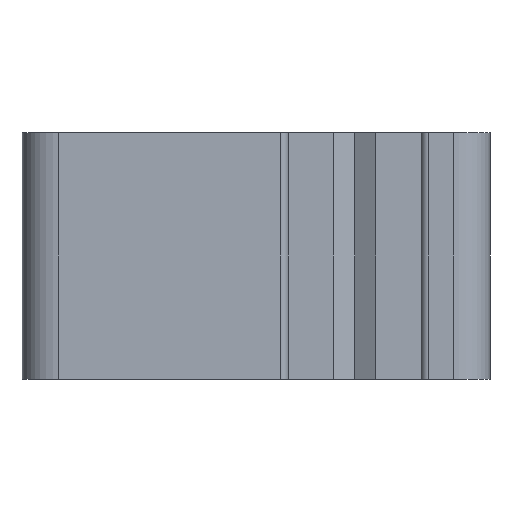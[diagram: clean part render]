
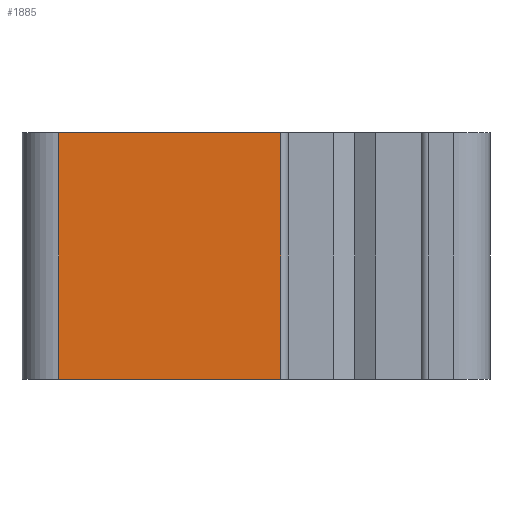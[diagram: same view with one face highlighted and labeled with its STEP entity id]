
A CAD part, front view. The second image highlights one B-rep face of the part: STEP entity #1885.
In plain terms, the highlighted planar face has unit normal (0, -1, 0).
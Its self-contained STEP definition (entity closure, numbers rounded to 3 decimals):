
#235=FACE_OUTER_BOUND('',#333,.T.);
#333=EDGE_LOOP('',(#1579,#1580,#1581,#1582));
#445=LINE('',#2978,#631);
#509=LINE('',#3168,#695);
#510=LINE('',#3171,#696);
#511=LINE('',#3172,#697);
#631=VECTOR('',#2391,10.);
#695=VECTOR('',#2589,10.);
#696=VECTOR('',#2592,10.);
#697=VECTOR('',#2593,10.);
#836=VERTEX_POINT('',#2975);
#837=VERTEX_POINT('',#2977);
#896=VERTEX_POINT('',#3166);
#897=VERTEX_POINT('',#3170);
#1058=EDGE_CURVE('',#837,#836,#445,.T.);
#1155=EDGE_CURVE('',#836,#896,#509,.T.);
#1156=EDGE_CURVE('',#896,#897,#510,.T.);
#1157=EDGE_CURVE('',#837,#897,#511,.T.);
#1579=ORIENTED_EDGE('',*,*,#1156,.T.);
#1580=ORIENTED_EDGE('',*,*,#1157,.F.);
#1581=ORIENTED_EDGE('',*,*,#1058,.T.);
#1582=ORIENTED_EDGE('',*,*,#1155,.T.);
#1799=PLANE('',#2087);
#1885=ADVANCED_FACE('',(#235),#1799,.T.);
#2087=AXIS2_PLACEMENT_3D('',#3169,#2590,#2591);
#2391=DIRECTION('',(1.,0.,0.));
#2589=DIRECTION('',(0.,0.,1.));
#2590=DIRECTION('center_axis',(0.,-1.,0.));
#2591=DIRECTION('ref_axis',(0.,0.,-1.));
#2592=DIRECTION('',(-1.,0.,0.));
#2593=DIRECTION('',(0.,0.,1.));
#2975=CARTESIAN_POINT('',(1.,-9.5,-5.));
#2977=CARTESIAN_POINT('',(-8.,-9.5,-5.));
#2978=CARTESIAN_POINT('',(-8.,-9.5,-5.));
#3166=CARTESIAN_POINT('',(1.,-9.5,5.));
#3168=CARTESIAN_POINT('',(1.,-9.5,0.));
#3169=CARTESIAN_POINT('Origin',(1.,-9.5,0.));
#3170=CARTESIAN_POINT('',(-8.,-9.5,5.));
#3171=CARTESIAN_POINT('',(-8.,-9.5,5.));
#3172=CARTESIAN_POINT('',(-8.,-9.5,0.));
